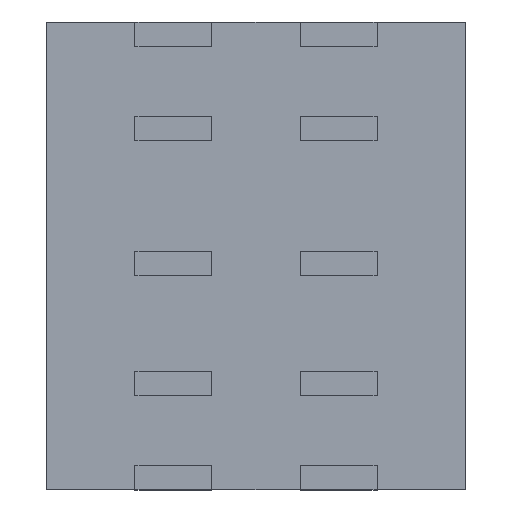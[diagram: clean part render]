
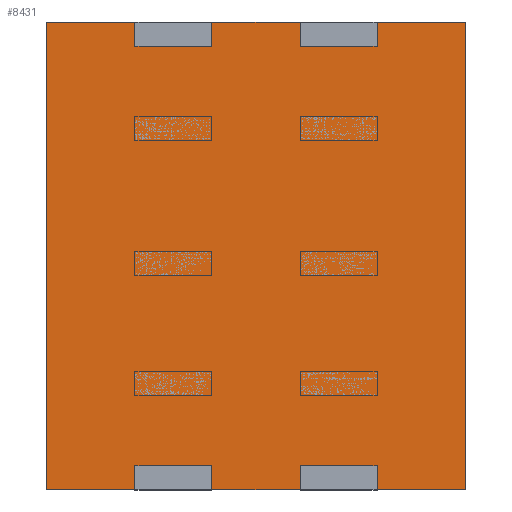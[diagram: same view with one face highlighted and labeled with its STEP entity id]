
A CAD part, left-side view. The second image highlights one B-rep face of the part: STEP entity #8431.
In plain terms, the highlighted planar face has unit normal (-1, 0, 0).
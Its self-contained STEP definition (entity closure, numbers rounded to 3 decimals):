
#175=FACE_OUTER_BOUND('',#605,.T.);
#605=EDGE_LOOP('',(#5711,#5712,#5713,#5714,#5715,#5716,#5717,#5718,#5719,
#5720,#5721,#5722,#5723,#5724,#5725,#5726,#5727,#5728,#5729,#5730));
#1083=LINE('',#11669,#2307);
#1087=LINE('',#11677,#2311);
#1090=LINE('',#11683,#2314);
#1093=LINE('',#11690,#2317);
#1097=LINE('',#11698,#2321);
#1100=LINE('',#11703,#2324);
#1102=LINE('',#11707,#2326);
#1105=LINE('',#11714,#2329);
#1109=LINE('',#11721,#2333);
#1111=LINE('',#11726,#2335);
#1115=LINE('',#11734,#2339);
#1120=LINE('',#11743,#2344);
#1121=LINE('',#11747,#2345);
#1125=LINE('',#11755,#2349);
#1128=LINE('',#11760,#2352);
#1131=LINE('',#11764,#2355);
#1134=LINE('',#11770,#2358);
#1135=LINE('',#11773,#2359);
#1138=LINE('',#11779,#2362);
#1141=LINE('',#11784,#2365);
#2307=VECTOR('',#9519,10.);
#2311=VECTOR('',#9525,10.);
#2314=VECTOR('',#9530,10.);
#2317=VECTOR('',#9535,10.);
#2321=VECTOR('',#9541,10.);
#2324=VECTOR('',#9546,10.);
#2326=VECTOR('',#9550,10.);
#2329=VECTOR('',#9555,10.);
#2333=VECTOR('',#9561,10.);
#2335=VECTOR('',#9565,10.);
#2339=VECTOR('',#9571,10.);
#2344=VECTOR('',#9578,10.);
#2345=VECTOR('',#9581,10.);
#2349=VECTOR('',#9587,10.);
#2352=VECTOR('',#9592,10.);
#2355=VECTOR('',#9597,10.);
#2358=VECTOR('',#9602,10.);
#2359=VECTOR('',#9605,10.);
#2362=VECTOR('',#9610,10.);
#2365=VECTOR('',#9615,10.);
#3511=VERTEX_POINT('',#11667);
#3512=VERTEX_POINT('',#11668);
#3515=VERTEX_POINT('',#11676);
#3517=VERTEX_POINT('',#11682);
#3519=VERTEX_POINT('',#11688);
#3520=VERTEX_POINT('',#11689);
#3523=VERTEX_POINT('',#11697);
#3525=VERTEX_POINT('',#11706);
#3527=VERTEX_POINT('',#11712);
#3528=VERTEX_POINT('',#11713);
#3531=VERTEX_POINT('',#11724);
#3532=VERTEX_POINT('',#11725);
#3535=VERTEX_POINT('',#11733);
#3538=VERTEX_POINT('',#11741);
#3539=VERTEX_POINT('',#11745);
#3540=VERTEX_POINT('',#11746);
#3543=VERTEX_POINT('',#11754);
#3546=VERTEX_POINT('',#11768);
#3547=VERTEX_POINT('',#11772);
#3549=VERTEX_POINT('',#11778);
#4347=EDGE_CURVE('',#3511,#3512,#1083,.T.);
#4351=EDGE_CURVE('',#3512,#3515,#1087,.T.);
#4354=EDGE_CURVE('',#3517,#3511,#1090,.T.);
#4357=EDGE_CURVE('',#3519,#3520,#1093,.T.);
#4361=EDGE_CURVE('',#3523,#3520,#1097,.T.);
#4364=EDGE_CURVE('',#3523,#3517,#1100,.T.);
#4366=EDGE_CURVE('',#3525,#3519,#1102,.T.);
#4369=EDGE_CURVE('',#3527,#3528,#1105,.T.);
#4373=EDGE_CURVE('',#3525,#3527,#1109,.T.);
#4375=EDGE_CURVE('',#3531,#3532,#1111,.T.);
#4379=EDGE_CURVE('',#3532,#3535,#1115,.T.);
#4384=EDGE_CURVE('',#3531,#3538,#1120,.T.);
#4385=EDGE_CURVE('',#3539,#3540,#1121,.T.);
#4389=EDGE_CURVE('',#3543,#3540,#1125,.T.);
#4392=EDGE_CURVE('',#3543,#3538,#1128,.T.);
#4395=EDGE_CURVE('',#3535,#3515,#1131,.T.);
#4398=EDGE_CURVE('',#3539,#3546,#1134,.T.);
#4399=EDGE_CURVE('',#3547,#3528,#1135,.T.);
#4402=EDGE_CURVE('',#3549,#3547,#1138,.T.);
#4405=EDGE_CURVE('',#3546,#3549,#1141,.T.);
#5711=ORIENTED_EDGE('',*,*,#4399,.T.);
#5712=ORIENTED_EDGE('',*,*,#4369,.F.);
#5713=ORIENTED_EDGE('',*,*,#4373,.F.);
#5714=ORIENTED_EDGE('',*,*,#4366,.T.);
#5715=ORIENTED_EDGE('',*,*,#4357,.T.);
#5716=ORIENTED_EDGE('',*,*,#4361,.F.);
#5717=ORIENTED_EDGE('',*,*,#4364,.T.);
#5718=ORIENTED_EDGE('',*,*,#4354,.T.);
#5719=ORIENTED_EDGE('',*,*,#4347,.T.);
#5720=ORIENTED_EDGE('',*,*,#4351,.T.);
#5721=ORIENTED_EDGE('',*,*,#4395,.F.);
#5722=ORIENTED_EDGE('',*,*,#4379,.F.);
#5723=ORIENTED_EDGE('',*,*,#4375,.F.);
#5724=ORIENTED_EDGE('',*,*,#4384,.T.);
#5725=ORIENTED_EDGE('',*,*,#4392,.F.);
#5726=ORIENTED_EDGE('',*,*,#4389,.T.);
#5727=ORIENTED_EDGE('',*,*,#4385,.F.);
#5728=ORIENTED_EDGE('',*,*,#4398,.T.);
#5729=ORIENTED_EDGE('',*,*,#4405,.T.);
#5730=ORIENTED_EDGE('',*,*,#4402,.T.);
#8001=PLANE('',#8997);
#8431=ADVANCED_FACE('',(#175),#8001,.F.);
#8997=AXIS2_PLACEMENT_3D('',#11786,#9617,#9618);
#9519=DIRECTION('',(0.,0.,-1.));
#9525=DIRECTION('',(0.,-1.,0.));
#9530=DIRECTION('',(0.,-1.,0.));
#9535=DIRECTION('',(0.,0.,-1.));
#9541=DIRECTION('',(0.,1.,0.));
#9546=DIRECTION('',(0.,0.,1.));
#9550=DIRECTION('',(0.,-1.,0.));
#9555=DIRECTION('',(0.,1.,0.));
#9561=DIRECTION('',(0.,0.,-1.));
#9565=DIRECTION('',(0.,0.,1.));
#9571=DIRECTION('',(0.,-1.,0.));
#9578=DIRECTION('',(0.,1.,0.));
#9581=DIRECTION('',(0.,0.,1.));
#9587=DIRECTION('',(0.,1.,0.));
#9592=DIRECTION('',(0.,0.,-1.));
#9597=DIRECTION('',(0.,0.,-1.));
#9602=DIRECTION('',(0.,1.,0.));
#9605=DIRECTION('',(0.,0.,-1.));
#9610=DIRECTION('',(0.,1.,0.));
#9615=DIRECTION('',(0.,0.,1.));
#9617=DIRECTION('center_axis',(1.,0.,0.));
#9618=DIRECTION('ref_axis',(0.,0.,-1.));
#11667=CARTESIAN_POINT('',(0.,11.,-52.));
#11668=CARTESIAN_POINT('',(0.,11.,-55.));
#11669=CARTESIAN_POINT('',(0.,11.,-52.));
#11676=CARTESIAN_POINT('',(0.,0.,-55.));
#11677=CARTESIAN_POINT('',(0.,11.,-55.));
#11682=CARTESIAN_POINT('',(0.,20.5,-52.));
#11683=CARTESIAN_POINT('',(0.,0.,-52.));
#11688=CARTESIAN_POINT('',(0.,31.5,-52.));
#11689=CARTESIAN_POINT('',(0.,31.5,-55.));
#11690=CARTESIAN_POINT('',(0.,31.5,-52.));
#11697=CARTESIAN_POINT('',(0.,20.5,-55.));
#11698=CARTESIAN_POINT('',(0.,0.,-55.));
#11703=CARTESIAN_POINT('',(0.,20.5,-55.));
#11706=CARTESIAN_POINT('',(0.,41.,-52.));
#11707=CARTESIAN_POINT('',(0.,0.,-52.));
#11712=CARTESIAN_POINT('',(0.,41.,-55.));
#11713=CARTESIAN_POINT('',(0.,52.,-55.));
#11714=CARTESIAN_POINT('',(0.,0.,-55.));
#11721=CARTESIAN_POINT('',(0.,41.,-52.));
#11724=CARTESIAN_POINT('',(0.,11.,0.));
#11725=CARTESIAN_POINT('',(0.,11.,3.));
#11726=CARTESIAN_POINT('',(0.,11.,0.));
#11733=CARTESIAN_POINT('',(0.,0.,3.));
#11734=CARTESIAN_POINT('',(0.,11.,3.));
#11741=CARTESIAN_POINT('',(0.,20.5,0.));
#11743=CARTESIAN_POINT('',(0.,0.,0.));
#11745=CARTESIAN_POINT('',(0.,31.5,0.));
#11746=CARTESIAN_POINT('',(0.,31.5,3.));
#11747=CARTESIAN_POINT('',(0.,31.5,0.));
#11754=CARTESIAN_POINT('',(0.,20.5,3.));
#11755=CARTESIAN_POINT('',(0.,0.,3.));
#11760=CARTESIAN_POINT('',(0.,20.5,3.));
#11764=CARTESIAN_POINT('',(0.,0.,3.));
#11768=CARTESIAN_POINT('',(0.,41.,0.));
#11770=CARTESIAN_POINT('',(0.,0.,0.));
#11772=CARTESIAN_POINT('',(0.,52.,3.));
#11773=CARTESIAN_POINT('',(0.,52.,3.));
#11778=CARTESIAN_POINT('',(0.,41.,3.));
#11779=CARTESIAN_POINT('',(0.,0.,3.));
#11784=CARTESIAN_POINT('',(0.,41.,0.));
#11786=CARTESIAN_POINT('Origin',(0.,46.5,1.5));
